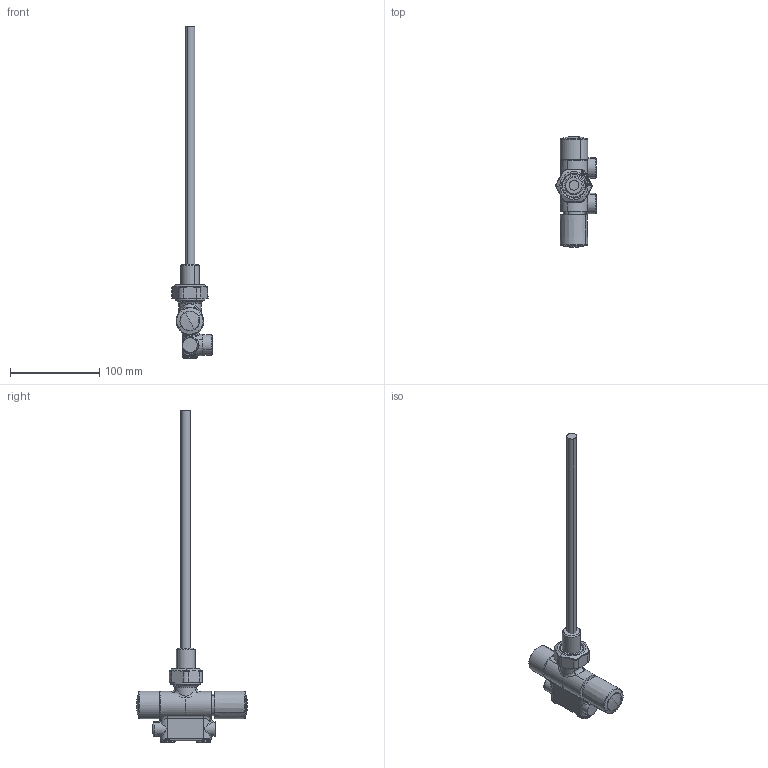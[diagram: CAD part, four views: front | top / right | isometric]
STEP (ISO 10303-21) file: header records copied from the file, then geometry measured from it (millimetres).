
FILE_DESCRIPTION(('CATIA V5 STEP Exchange'),'2;1');
FILE_NAME('STEP_400510_-_TST.stp','2017-11-24T13:19:11+00:00',('none'),('none'),'CATIA Version 5-6 Release 2016 SP4','CATIA V5 STEP AP203','none');
FILE_SCHEMA(('CONFIG_CONTROL_DESIGN'));
Length unit declared in the file: millimetre
Products named in the file (1): _4005100001_sw0001
Bounding box: 45.33 x 124.5 x 372.5 mm (x, y, z)
Surface area: 40187.6 mm2 (no closed solid volume)
Topology: 0 solids, 28 shells, 292 faces, 1015 edges, 717 vertices
Faces by surface type: bspline 124, cone 59, cylinder 42, plane 42, torus 17, sphere 8
Entity records: 17088 total; most frequent: CARTESIAN_POINT 10777, ORIENTED_EDGE 1571, EDGE_CURVE 1007, VERTEX_POINT 717, DIRECTION 637, B_SPLINE_CURVE_WITH_KNOTS 504, AXIS2_PLACEMENT_3D 312, ADVANCED_FACE 292
